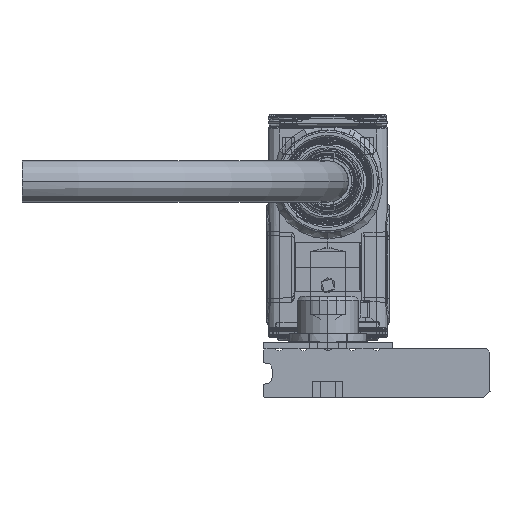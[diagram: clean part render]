
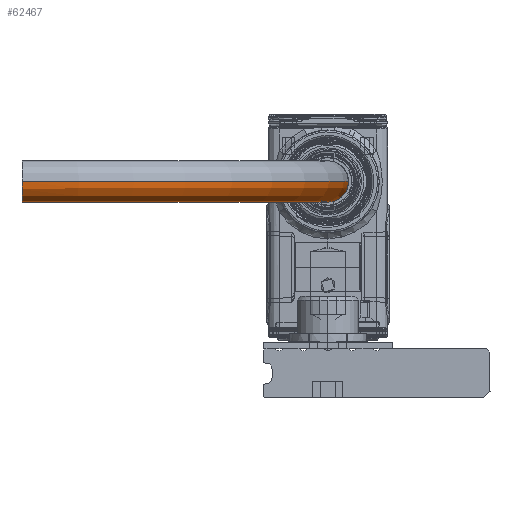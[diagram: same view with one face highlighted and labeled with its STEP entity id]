
A CAD part, left-side view. The second image highlights one B-rep face of the part: STEP entity #62467.
In plain terms, the highlighted toroidal (fillet/blend) face has major radius 50 mm and minor radius 3.4 mm.
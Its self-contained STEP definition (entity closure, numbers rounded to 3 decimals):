
#61921=AXIS2_PLACEMENT_3D('Circle Axis2P3D',#61919,#61920,$) ;
#61928=AXIS2_PLACEMENT_3D('Circle Axis2P3D',#61926,#61927,$) ;
#62395=AXIS2_PLACEMENT_3D('Torus Axis2P3D',#62392,#62393,#62394) ;
#62406=AXIS2_PLACEMENT_3D('Circle Axis2P3D',#62404,#62405,$) ;
#62450=AXIS2_PLACEMENT_3D('Circle Axis2P3D',#62448,#62449,$) ;
#62457=AXIS2_PLACEMENT_3D('Circle Axis2P3D',#62455,#62456,$) ;
#61916=CARTESIAN_POINT('Vertex',(-352.915,23.1,-8.492)) ;
#61919=CARTESIAN_POINT('Axis2P3D Location',(-352.915,26.5,-8.492)) ;
#61923=CARTESIAN_POINT('Vertex',(-352.915,23.516,-10.122)) ;
#61926=CARTESIAN_POINT('Axis2P3D Location',(-352.915,26.5,-8.492)) ;
#61930=CARTESIAN_POINT('Vertex',(-352.915,26.5,-11.892)) ;
#62392=CARTESIAN_POINT('Axis2P3D Location',(-352.915,76.5,-8.492)) ;
#62404=CARTESIAN_POINT('Axis2P3D Location',(-352.915,76.5,-11.892)) ;
#62408=CARTESIAN_POINT('Vertex',(-402.915,76.5,-11.892)) ;
#62448=CARTESIAN_POINT('Axis2P3D Location',(-352.915,76.5,-8.492)) ;
#62452=CARTESIAN_POINT('Vertex',(-406.315,76.5,-8.492)) ;
#62455=CARTESIAN_POINT('Axis2P3D Location',(-402.915,76.5,-8.492)) ;
#61920=DIRECTION('Axis2P3D Direction',(1.,0.,0.)) ;
#61927=DIRECTION('Axis2P3D Direction',(1.,0.,0.)) ;
#62393=DIRECTION('Axis2P3D Direction',(0.,0.,-1.)) ;
#62394=DIRECTION('Axis2P3D XDirection',(0.,-1.,0.)) ;
#62405=DIRECTION('Axis2P3D Direction',(0.,0.,-1.)) ;
#62449=DIRECTION('Axis2P3D Direction',(0.,0.,-1.)) ;
#62456=DIRECTION('Axis2P3D Direction',(0.,-1.,0.)) ;
#62461=ORIENTED_EDGE('',*,*,#62454,.T.) ;
#62462=ORIENTED_EDGE('',*,*,#62459,.T.) ;
#62463=ORIENTED_EDGE('',*,*,#62410,.F.) ;
#62464=ORIENTED_EDGE('',*,*,#61932,.F.) ;
#62465=ORIENTED_EDGE('',*,*,#61925,.F.) ;
#62467=ADVANCED_FACE('Brep With Voids',(#62466),#62396,.T.) ;
#61922=CIRCLE('generated circle',#61921,3.4) ;
#61929=CIRCLE('generated circle',#61928,3.4) ;
#62407=CIRCLE('generated circle',#62406,50.) ;
#62451=CIRCLE('generated circle',#62450,53.4) ;
#62458=CIRCLE('generated circle',#62457,3.4) ;
#62396=TOROIDAL_SURFACE('homeo Torus',#62395,50.,3.4) ;
#61925=EDGE_CURVE('',#61917,#61924,#61922,.T.) ;
#61932=EDGE_CURVE('',#61924,#61931,#61929,.T.) ;
#62410=EDGE_CURVE('',#61931,#62409,#62407,.T.) ;
#62454=EDGE_CURVE('',#61917,#62453,#62451,.T.) ;
#62459=EDGE_CURVE('',#62453,#62409,#62458,.T.) ;
#62460=EDGE_LOOP('',(#62461,#62462,#62463,#62464,#62465)) ;
#62466=FACE_OUTER_BOUND('',#62460,.T.) ;
#61917=VERTEX_POINT('',#61916) ;
#61924=VERTEX_POINT('',#61923) ;
#61931=VERTEX_POINT('',#61930) ;
#62409=VERTEX_POINT('',#62408) ;
#62453=VERTEX_POINT('',#62452) ;
